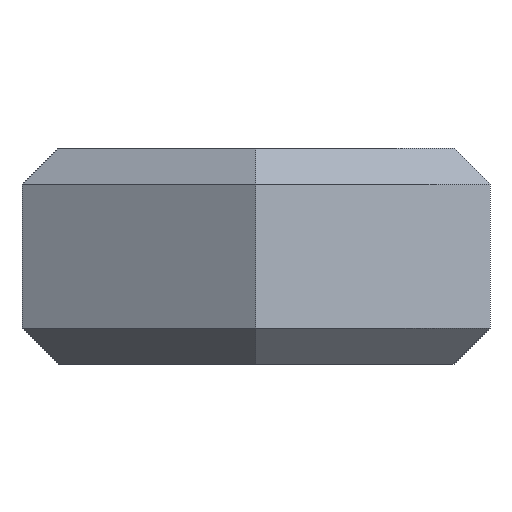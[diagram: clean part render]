
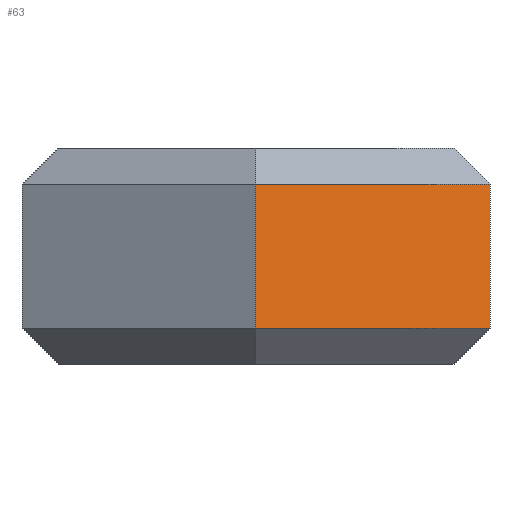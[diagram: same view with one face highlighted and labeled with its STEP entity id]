
A CAD part, front view. The second image highlights one B-rep face of the part: STEP entity #63.
In plain terms, the highlighted planar face has unit normal (0.5, -0.866, 0).
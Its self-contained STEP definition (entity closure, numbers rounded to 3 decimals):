
#63=ADVANCED_FACE('',(#182),#184,.T.);
#182=FACE_BOUND('',#183,.T.);
#183=EDGE_LOOP('',(#306,#307,#308,#309));
#184=PLANE('',#185);
#185=AXIS2_PLACEMENT_3D('',#186,#187,#188);
#186=CARTESIAN_POINT('',(0.,-7.506,0.));
#187=DIRECTION('',(0.5,-0.866,0.));
#188=DIRECTION('',(0.866,0.5,0.));
#306=ORIENTED_EDGE('',*,*,#350,.T.);
#307=ORIENTED_EDGE('',*,*,#374,.T.);
#308=ORIENTED_EDGE('',*,*,#362,.F.);
#309=ORIENTED_EDGE('',*,*,#375,.F.);
#350=EDGE_CURVE('',#412,#413,#414,.T.);
#362=EDGE_CURVE('',#430,#431,#432,.T.);
#374=EDGE_CURVE('',#413,#431,#448,.T.);
#375=EDGE_CURVE('',#412,#430,#449,.T.);
#412=VERTEX_POINT('',#522);
#413=VERTEX_POINT('',#523);
#414=LINE('',#524,#525);
#430=VERTEX_POINT('',#564);
#431=VERTEX_POINT('',#565);
#432=LINE('',#566,#567);
#448=LINE('',#606,#607);
#449=LINE('',#609,#610);
#522=CARTESIAN_POINT('',(0.,-7.506,1.));
#523=CARTESIAN_POINT('',(6.5,-3.753,1.));
#524=CARTESIAN_POINT('',(0.,-7.506,1.));
#525=VECTOR('',#526,1.);
#526=DIRECTION('',(0.866,0.5,0.));
#564=CARTESIAN_POINT('',(0.,-7.506,5.));
#565=CARTESIAN_POINT('',(6.5,-3.753,5.));
#566=CARTESIAN_POINT('',(0.,-7.506,5.));
#567=VECTOR('',#568,1.);
#568=DIRECTION('',(0.866,0.5,0.));
#606=CARTESIAN_POINT('',(6.5,-3.753,1.));
#607=VECTOR('',#608,1.);
#608=DIRECTION('',(0.,0.,1.));
#609=CARTESIAN_POINT('',(0.,-7.506,1.));
#610=VECTOR('',#611,1.);
#611=DIRECTION('',(0.,0.,1.));
